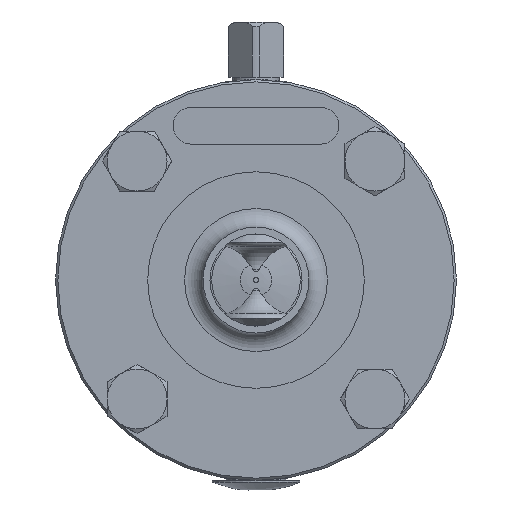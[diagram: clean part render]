
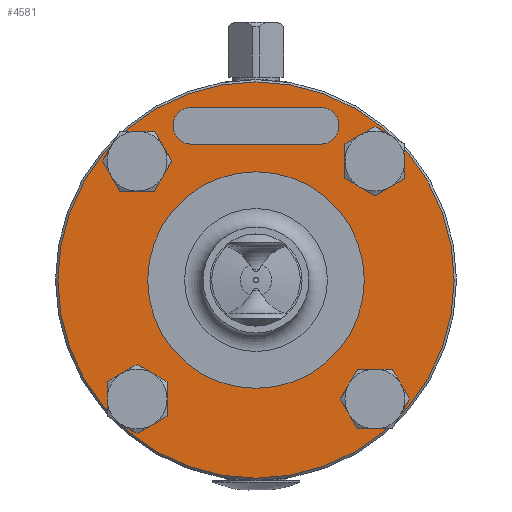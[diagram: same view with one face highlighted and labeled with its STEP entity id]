
A CAD part, left-side view. The second image highlights one B-rep face of the part: STEP entity #4581.
In plain terms, the highlighted planar face has unit normal (-1, 0, 0).
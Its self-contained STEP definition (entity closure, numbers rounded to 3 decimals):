
#270=PLANE('',#5056);
#523=FACE_BOUND('',#1002,.T.);
#524=FACE_BOUND('',#1003,.T.);
#525=FACE_BOUND('',#1004,.T.);
#526=FACE_BOUND('',#1005,.T.);
#527=FACE_BOUND('',#1006,.T.);
#528=FACE_BOUND('',#1007,.T.);
#731=FACE_OUTER_BOUND('',#1001,.T.);
#1001=EDGE_LOOP('',(#3965));
#1002=EDGE_LOOP('',(#3966,#3967,#3968,#3969));
#1003=EDGE_LOOP('',(#3970,#3971));
#1004=EDGE_LOOP('',(#3972,#3973));
#1005=EDGE_LOOP('',(#3974,#3975));
#1006=EDGE_LOOP('',(#3976,#3977));
#1007=EDGE_LOOP('',(#3978,#3979));
#1201=CIRCLE('',#4709,5.7);
#1202=CIRCLE('',#4710,5.7);
#1220=CIRCLE('',#4755,5.7);
#1221=CIRCLE('',#4756,5.7);
#1243=CIRCLE('',#4814,5.7);
#1244=CIRCLE('',#4815,5.7);
#1384=CIRCLE('',#5054,43.);
#1386=CIRCLE('',#5057,4.);
#1387=CIRCLE('',#5058,4.);
#1388=CIRCLE('',#5059,5.7);
#1389=CIRCLE('',#5060,5.7);
#1390=CIRCLE('',#5061,23.5);
#1391=CIRCLE('',#5062,23.5);
#1596=LINE('',#8595,#1780);
#1597=LINE('',#8598,#1781);
#1780=VECTOR('',#6108,10.);
#1781=VECTOR('',#6111,10.);
#1869=VERTEX_POINT('',#6704);
#1870=VERTEX_POINT('',#6705);
#1912=VERTEX_POINT('',#6888);
#1913=VERTEX_POINT('',#6889);
#1971=VERTEX_POINT('',#7145);
#1972=VERTEX_POINT('',#7146);
#2178=VERTEX_POINT('',#8586);
#2179=VERTEX_POINT('',#8591);
#2180=VERTEX_POINT('',#8592);
#2181=VERTEX_POINT('',#8594);
#2182=VERTEX_POINT('',#8596);
#2183=VERTEX_POINT('',#8599);
#2184=VERTEX_POINT('',#8600);
#2185=VERTEX_POINT('',#8603);
#2186=VERTEX_POINT('',#8604);
#2339=EDGE_CURVE('',#1869,#1870,#1201,.T.);
#2340=EDGE_CURVE('',#1870,#1869,#1202,.T.);
#2405=EDGE_CURVE('',#1912,#1913,#1220,.T.);
#2406=EDGE_CURVE('',#1913,#1912,#1221,.T.);
#2495=EDGE_CURVE('',#1971,#1972,#1243,.T.);
#2496=EDGE_CURVE('',#1972,#1971,#1244,.T.);
#2803=EDGE_CURVE('',#2178,#2178,#1384,.T.);
#2806=EDGE_CURVE('',#2179,#2180,#1386,.T.);
#2807=EDGE_CURVE('',#2180,#2181,#1596,.T.);
#2808=EDGE_CURVE('',#2181,#2182,#1387,.T.);
#2809=EDGE_CURVE('',#2182,#2179,#1597,.T.);
#2810=EDGE_CURVE('',#2183,#2184,#1388,.T.);
#2811=EDGE_CURVE('',#2184,#2183,#1389,.T.);
#2812=EDGE_CURVE('',#2185,#2186,#1390,.T.);
#2813=EDGE_CURVE('',#2186,#2185,#1391,.T.);
#3965=ORIENTED_EDGE('',*,*,#2803,.F.);
#3966=ORIENTED_EDGE('',*,*,#2806,.T.);
#3967=ORIENTED_EDGE('',*,*,#2807,.T.);
#3968=ORIENTED_EDGE('',*,*,#2808,.T.);
#3969=ORIENTED_EDGE('',*,*,#2809,.T.);
#3970=ORIENTED_EDGE('',*,*,#2339,.T.);
#3971=ORIENTED_EDGE('',*,*,#2340,.T.);
#3972=ORIENTED_EDGE('',*,*,#2810,.T.);
#3973=ORIENTED_EDGE('',*,*,#2811,.T.);
#3974=ORIENTED_EDGE('',*,*,#2405,.T.);
#3975=ORIENTED_EDGE('',*,*,#2406,.T.);
#3976=ORIENTED_EDGE('',*,*,#2495,.T.);
#3977=ORIENTED_EDGE('',*,*,#2496,.T.);
#3978=ORIENTED_EDGE('',*,*,#2812,.F.);
#3979=ORIENTED_EDGE('',*,*,#2813,.F.);
#4581=ADVANCED_FACE('',(#731,#523,#524,#525,#526,#527,#528),#270,.T.);
#4709=AXIS2_PLACEMENT_3D('',#6706,#5297,#5298);
#4710=AXIS2_PLACEMENT_3D('',#6707,#5299,#5300);
#4755=AXIS2_PLACEMENT_3D('',#6890,#5412,#5413);
#4756=AXIS2_PLACEMENT_3D('',#6891,#5414,#5415);
#4814=AXIS2_PLACEMENT_3D('',#7147,#5561,#5562);
#4815=AXIS2_PLACEMENT_3D('',#7148,#5563,#5564);
#5054=AXIS2_PLACEMENT_3D('',#8587,#6099,#6100);
#5056=AXIS2_PLACEMENT_3D('',#8590,#6104,#6105);
#5057=AXIS2_PLACEMENT_3D('',#8593,#6106,#6107);
#5058=AXIS2_PLACEMENT_3D('',#8597,#6109,#6110);
#5059=AXIS2_PLACEMENT_3D('',#8601,#6112,#6113);
#5060=AXIS2_PLACEMENT_3D('',#8602,#6114,#6115);
#5061=AXIS2_PLACEMENT_3D('',#8605,#6116,#6117);
#5062=AXIS2_PLACEMENT_3D('',#8606,#6118,#6119);
#5297=DIRECTION('center_axis',(1.,0.,0.));
#5298=DIRECTION('ref_axis',(0.,0.,-1.));
#5299=DIRECTION('center_axis',(1.,0.,0.));
#5300=DIRECTION('ref_axis',(0.,0.,-1.));
#5412=DIRECTION('center_axis',(1.,0.,0.));
#5413=DIRECTION('ref_axis',(0.,0.,1.));
#5414=DIRECTION('center_axis',(1.,0.,0.));
#5415=DIRECTION('ref_axis',(0.,0.,1.));
#5561=DIRECTION('center_axis',(1.,0.,0.));
#5562=DIRECTION('ref_axis',(0.,1.,0.));
#5563=DIRECTION('center_axis',(1.,0.,0.));
#5564=DIRECTION('ref_axis',(0.,1.,0.));
#6099=DIRECTION('center_axis',(1.,0.,0.));
#6100=DIRECTION('ref_axis',(0.,1.,0.));
#6104=DIRECTION('center_axis',(-1.,0.,0.));
#6105=DIRECTION('ref_axis',(0.,0.,
-1.));
#6106=DIRECTION('center_axis',(1.,0.,0.));
#6107=DIRECTION('ref_axis',(0.,0.,
-1.));
#6108=DIRECTION('',(0.,1.,0.));
#6109=DIRECTION('center_axis',(1.,0.,0.));
#6110=DIRECTION('ref_axis',(0.,0.,
1.));
#6111=DIRECTION('',(0.,-1.,0.));
#6112=DIRECTION('center_axis',(1.,0.,0.));
#6113=DIRECTION('ref_axis',(0.,-1.,0.));
#6114=DIRECTION('center_axis',(1.,0.,0.));
#6115=DIRECTION('ref_axis',(0.,-1.,0.));
#6116=DIRECTION('center_axis',(-1.,0.,0.));
#6117=DIRECTION('ref_axis',(0.,-1.,0.));
#6118=DIRECTION('center_axis',(-1.,0.,0.));
#6119=DIRECTION('ref_axis',(0.,-1.,0.));
#6704=CARTESIAN_POINT('',(-10.,25.809,-31.509));
#6705=CARTESIAN_POINT('',(-10.,25.809,-20.109));
#6706=CARTESIAN_POINT('Origin',(-10.,25.809,-25.809));
#6707=CARTESIAN_POINT('Origin',(-10.,25.809,-25.809));
#6888=CARTESIAN_POINT('',(-10.,-25.809,31.509));
#6889=CARTESIAN_POINT('',(-10.,-25.809,20.109));
#6890=CARTESIAN_POINT('Origin',(-10.,-25.809,25.809));
#6891=CARTESIAN_POINT('Origin',(-10.,-25.809,25.809));
#7145=CARTESIAN_POINT('',(-10.,31.509,25.809));
#7146=CARTESIAN_POINT('',(-10.,20.109,25.809));
#7147=CARTESIAN_POINT('Origin',(-10.,25.809,25.809));
#7148=CARTESIAN_POINT('Origin',(-10.,25.809,25.809));
#8586=CARTESIAN_POINT('',(-10.,-43.,0.));
#8587=CARTESIAN_POINT('Origin',(-10.,0.,0.));
#8590=CARTESIAN_POINT('Origin',(-10.,-33.5,0.));
#8591=CARTESIAN_POINT('',(-10.,-14.,37.5));
#8592=CARTESIAN_POINT('',(-10.,-14.,29.5));
#8593=CARTESIAN_POINT('Origin',(-10.,-14.,33.5));
#8594=CARTESIAN_POINT('',(-10.,14.,29.5));
#8595=CARTESIAN_POINT('',(-10.,-9.75,29.5));
#8596=CARTESIAN_POINT('',(-10.,14.,37.5));
#8597=CARTESIAN_POINT('Origin',(-10.,14.,33.5));
#8598=CARTESIAN_POINT('',(-10.,-23.75,37.5));
#8599=CARTESIAN_POINT('',(-10.,-31.509,-25.809));
#8600=CARTESIAN_POINT('',(-10.,-20.109,-25.809));
#8601=CARTESIAN_POINT('Origin',(-10.,-25.809,-25.809));
#8602=CARTESIAN_POINT('Origin',(-10.,-25.809,-25.809));
#8603=CARTESIAN_POINT('',(-10.,-23.5,0.));
#8604=CARTESIAN_POINT('',(-10.,23.5,0.));
#8605=CARTESIAN_POINT('Origin',(-10.,0.,0.));
#8606=CARTESIAN_POINT('Origin',(-10.,0.,0.));
